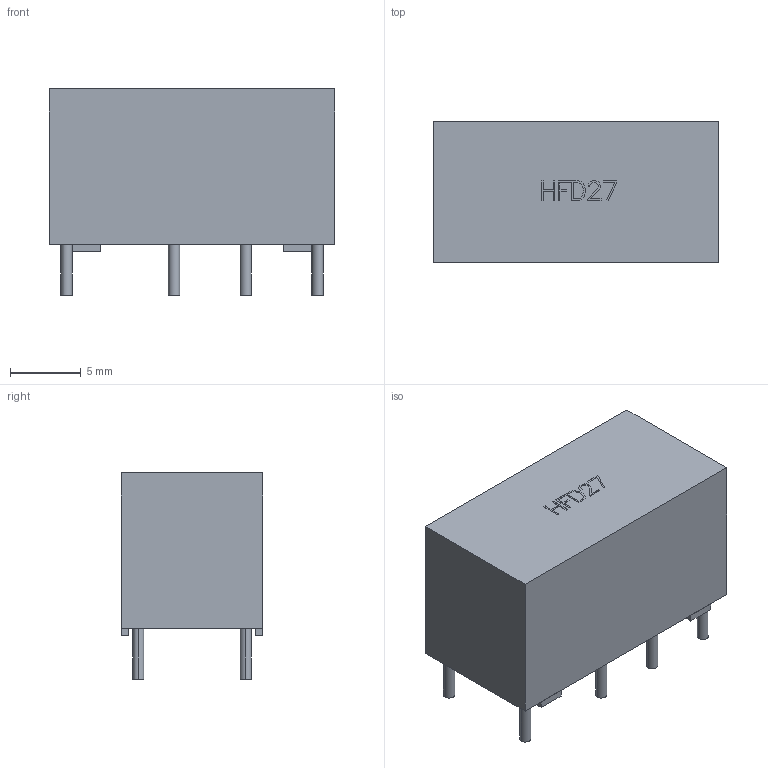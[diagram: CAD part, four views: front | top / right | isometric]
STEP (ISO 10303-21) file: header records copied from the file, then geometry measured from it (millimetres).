
FILE_DESCRIPTION (( 'STEP AP214' ), '1' );
FILE_NAME ('SW3dPS-HFD27.STEP', '2009-08-24T12:27:35', ( 'SysAdmin' ), ( 'SolidWorks' ), 'SwSTEP 2.0', 'SolidWorks 2009', '' );
FILE_SCHEMA (( 'AUTOMOTIVE_DESIGN' ));
Length unit declared in the file: millimetre
Products named in the file (19): SW3dPS-HFD27_Extruded10; SW3dPS-HFD27_328066897; SW3dPS-HFD27_328060625; SW3dPS-HFD27_Extruded9; SW3dPS-HFD27_Extruded8; SW3dPS-HFD27_328061521; SW3dPS-HFD27_Board1; SW3dPS-HFD27_Cylinder1; SW3dPS-HFD27_327846737; SW3dPS-HFD27; SW3dPS-HFD27_Extruded7; SW3dPS-HFD27_328062033; SW3dPS-HFD27_Free-Models1; SW3dPS-HFD27_328060369; SW3dPS-HFD27_Extruded13; SW3dPS-HFD27_328062929; SW3dPS-HFD27_Extruded11; SW3dPS-HFD27_328060753; SW3dPS-HFD27_Extruded12
Assembly tree (28 placements, depth 4):
  SW3dPS-HFD27
    SW3dPS-HFD27_Free-Models1
      SW3dPS-HFD27_327846737  x8
        SW3dPS-HFD27_Cylinder1
      SW3dPS-HFD27_328062033
        SW3dPS-HFD27_Extruded7
      SW3dPS-HFD27_328060369
        SW3dPS-HFD27_Extruded12
      SW3dPS-HFD27_328066897  x4
        SW3dPS-HFD27_Extruded10
      SW3dPS-HFD27_328060625
        SW3dPS-HFD27_Extruded8
      SW3dPS-HFD27_328062929
        SW3dPS-HFD27_Extruded13
      SW3dPS-HFD27_328061521
        SW3dPS-HFD27_Extruded9
      SW3dPS-HFD27_328060753
        SW3dPS-HFD27_Extruded11
    SW3dPS-HFD27_Board1
Bounding box: 20.2 x 10 x 14.61 mm (x, y, z)
Volume: 2240.1 mm3; surface area: 1179.2 mm2
Topology: 18 solids, 20 shells, 163 faces, 374 edges, 250 vertices
Faces by surface type: plane 147, cylinder 16
Entity records: 4185 total; most frequent: CARTESIAN_POINT 652, DIRECTION 616, ORIENTED_EDGE 588, EDGE_CURVE 296, VECTOR 292, LINE 292, VERTEX_POINT 198, AXIS2_PLACEMENT_3D 162
